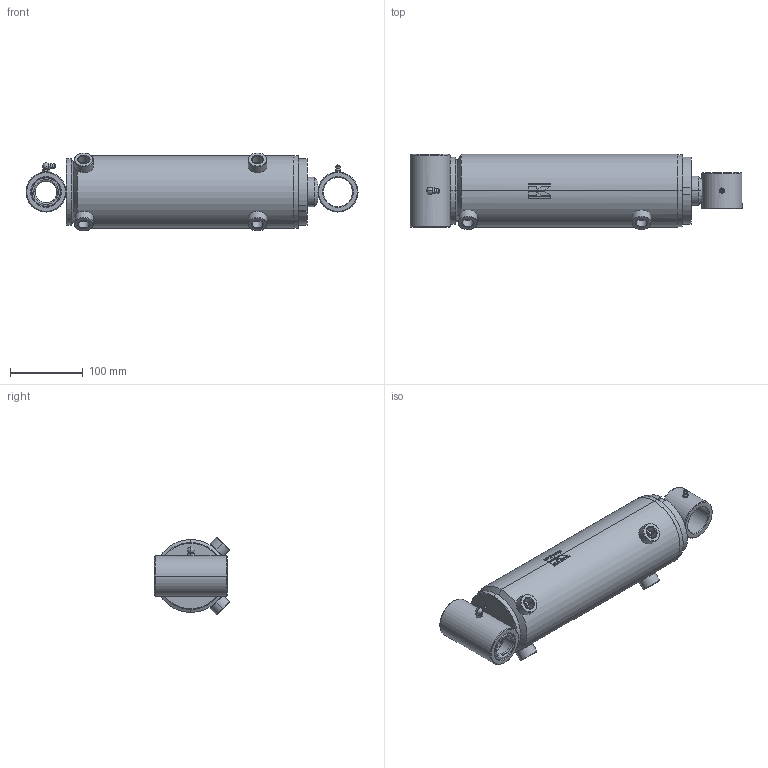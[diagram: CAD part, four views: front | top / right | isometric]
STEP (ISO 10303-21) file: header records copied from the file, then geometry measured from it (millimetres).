
FILE_DESCRIPTION (( 'STEP AP214' ), '1' );
FILE_NAME ('CFGCY0068694-Cylinder.step', '2024-10-03T14:20:25', ( '' ), ( '' ), 'SwSTEP 2.0', 'SolidWorks 2021', '' );
FILE_SCHEMA (( 'AUTOMOTIVE_DESIGN' ));
Length unit declared in the file: millimetre
Products named in the file (24): SP06M; DS3908004_Simplified; MATE-AID; BUSHVM-RD; DS3908004VM_Simplified; DS3908013040_Simplified; GN6190; CFGCY0068694-Cylinder; GN61180; Tube-WA_Simplified; DC3908001; SBD304040-EC; Tube_Simplified; Rod-WA_Simplified; BUSH-RD; BUSHVM-EC; DS2909015; Tube-MA_Simplified; Rod_Simplified; SBD304040; LSN0613; BUSH-EC; DS3908013040VM_Simplified
Assembly tree (29 placements, depth 5):
  MATE-AID
  CFGCY0068694-Cylinder
    Tube-WA_Simplified
      Tube-MA_Simplified
        Tube_Simplified
        LSN0613  x2
      LSN0613  x2
      DC3908001
        DC3908001
      BUSHVM-EC
        BUSH-EC
        SBD304040-EC
          SBD304040  x2
    Rod-WA_Simplified
      Rod_Simplified
      BUSHVM-RD
        BUSH-RD
    DS3908013040VM_Simplified
      DS3908013040_Simplified
    DS3908004VM_Simplified
      DS3908004_Simplified
    DS2909015
    SP06M  x4
    GN6190
    GN61180
Bounding box: 456 x 103.39 x 106.77 mm (x, y, z)
Volume: 2094040.7 mm3; surface area: 392837.4 mm2
Topology: 20 solids, 20 shells, 665 faces, 1540 edges, 974 vertices
Faces by surface type: plane 246, cylinder 225, cone 146, torus 36, bspline 6, sphere 6
Entity records: 15355 total; most frequent: CARTESIAN_POINT 3695, DIRECTION 1946, ORIENTED_EDGE 1690, EDGE_CURVE 845, AXIS2_PLACEMENT_3D 783, VERTEX_POINT 530, EDGE_LOOP 437, LINE 380
